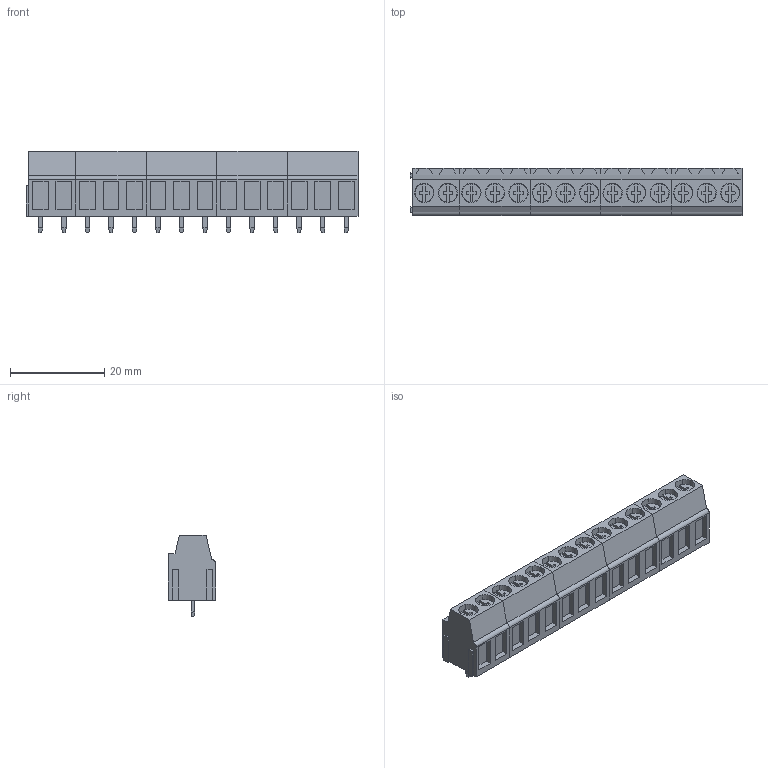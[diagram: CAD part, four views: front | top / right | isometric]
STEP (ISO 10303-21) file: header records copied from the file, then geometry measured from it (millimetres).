
FILE_DESCRIPTION(('CATIA V5 STEP Exchange','CAx-IF Rec.Pracs.--- Model Styling and Organization---1.2---2011-12-15'),'2;1');
FILE_NAME ('D1449953_0_1234070000_1234070000.stp','2018-03-31T07:39:38+00:00',('none'),('Weidmueller'),'CATIA Version 5-6 Release 2014','CATIA V5 STEP AP214','none');
FILE_SCHEMA(('AUTOMOTIVE_DESIGN { 1 0 10303 214 1 1 1 1 }'));
Length unit declared in the file: millimetre
Products named in the file (1): 1234070000
Bounding box: 70.55 x 10 x 17.3 mm (x, y, z)
Volume: 6883.4 mm3; surface area: 8243.5 mm2
Topology: 33 solids, 33 shells, 1199 faces, 3217 edges, 2126 vertices
Faces by surface type: plane 998, cylinder 201
Entity records: 37002 total; most frequent: CARTESIAN_POINT 7420, ORIENTED_EDGE 6434, DIRECTION 5387, EDGE_CURVE 3217, VECTOR 2619, LINE 2619, VERTEX_POINT 2126, AXIS2_PLACEMENT_3D 1569
